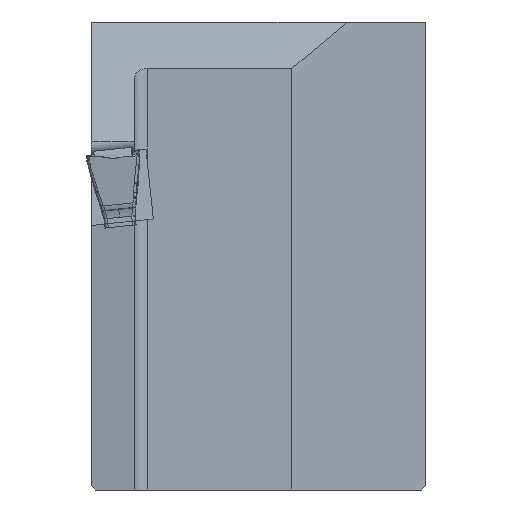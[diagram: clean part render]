
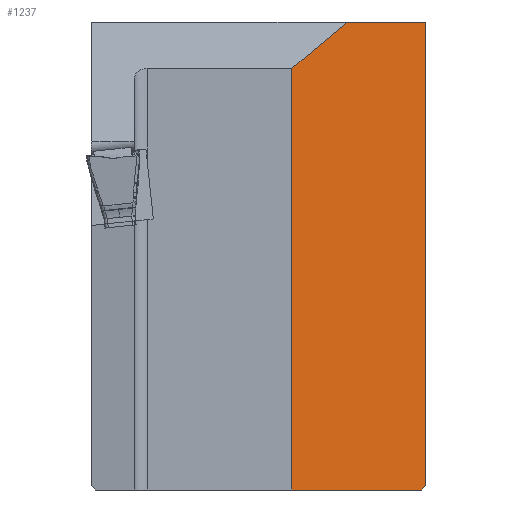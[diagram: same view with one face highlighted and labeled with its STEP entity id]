
A CAD part, left-side view. The second image highlights one B-rep face of the part: STEP entity #1237.
In plain terms, the highlighted planar face has unit normal (-0.707, -0.707, 0).
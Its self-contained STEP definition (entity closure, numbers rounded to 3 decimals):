
#1237=ADVANCED_FACE('',(#1431),#1382,.F.);
#1382=PLANE('',#3529);
#1431=FACE_OUTER_BOUND('',#1578,.T.);
#1578=EDGE_LOOP('',(#1840,#1841,#1842,#1843,#1844,#1845));
#1840=ORIENTED_EDGE('',*,*,#2902,.F.);
#1841=ORIENTED_EDGE('',*,*,#2881,.F.);
#1842=ORIENTED_EDGE('',*,*,#2875,.F.);
#1843=ORIENTED_EDGE('',*,*,#2866,.F.);
#1844=ORIENTED_EDGE('',*,*,#2858,.F.);
#1845=ORIENTED_EDGE('',*,*,#2855,.T.);
#2577=VERTEX_POINT('',#3918);
#2578=VERTEX_POINT('',#3920);
#2579=VERTEX_POINT('',#3925);
#2585=VERTEX_POINT('',#3941);
#2591=VERTEX_POINT('',#3956);
#2596=VERTEX_POINT('',#3971);
#2855=EDGE_CURVE('',#2578,#2577,#3268,.T.);
#2858=EDGE_CURVE('',#2578,#2579,#3270,.T.);
#2866=EDGE_CURVE('',#2579,#2585,#3277,.T.);
#2875=EDGE_CURVE('',#2585,#2591,#3286,.T.);
#2881=EDGE_CURVE('',#2591,#2596,#3292,.T.);
#2902=EDGE_CURVE('',#2596,#2577,#3311,.T.);
#3268=LINE('',#3919,#3389);
#3270=LINE('',#3924,#3391);
#3277=LINE('',#3940,#3398);
#3286=LINE('',#3958,#3407);
#3292=LINE('',#3970,#3413);
#3311=LINE('',#4010,#3432);
#3389=VECTOR('',#3616,1.);
#3391=VECTOR('',#3622,1.);
#3398=VECTOR('',#3635,1.);
#3407=VECTOR('',#3648,1.);
#3413=VECTOR('',#3658,1.);
#3432=VECTOR('',#3707,1.);
#3529=AXIS2_PLACEMENT_3D('',#4021,#3719,#3720);
#3616=DIRECTION('',(-0.608,0.608,-0.51));
#3622=DIRECTION('',(0.707,-0.707,0.));
#3635=DIRECTION('',(0.,0.,-1.));
#3648=DIRECTION('',(-0.577,0.577,-0.577));
#3658=DIRECTION('',(-0.707,0.707,0.));
#3707=DIRECTION('',(0.,0.,1.));
#3719=DIRECTION('',(0.707,0.707,0.));
#3720=DIRECTION('',(0.707,-0.707,0.));
#3918=CARTESIAN_POINT('',(13.,-15.,6.531));
#3919=CARTESIAN_POINT('',(7.081,-9.081,1.564));
#3920=CARTESIAN_POINT('',(17.134,-19.134,10.));
#3924=CARTESIAN_POINT('',(13.,-15.,10.));
#3925=CARTESIAN_POINT('',(23.,-25.,10.));
#3940=CARTESIAN_POINT('',(23.,-25.,-35.));
#3941=CARTESIAN_POINT('',(23.,-25.,-24.7));
#3956=CARTESIAN_POINT('',(22.7,-24.7,-25.));
#3958=CARTESIAN_POINT('',(12.9,-14.9,-34.8));
#3970=CARTESIAN_POINT('',(13.,-15.,-25.));
#3971=CARTESIAN_POINT('',(13.,-15.,-25.));
#4010=CARTESIAN_POINT('',(13.,-15.,-35.));
#4021=CARTESIAN_POINT('',(13.,-15.,-35.));
